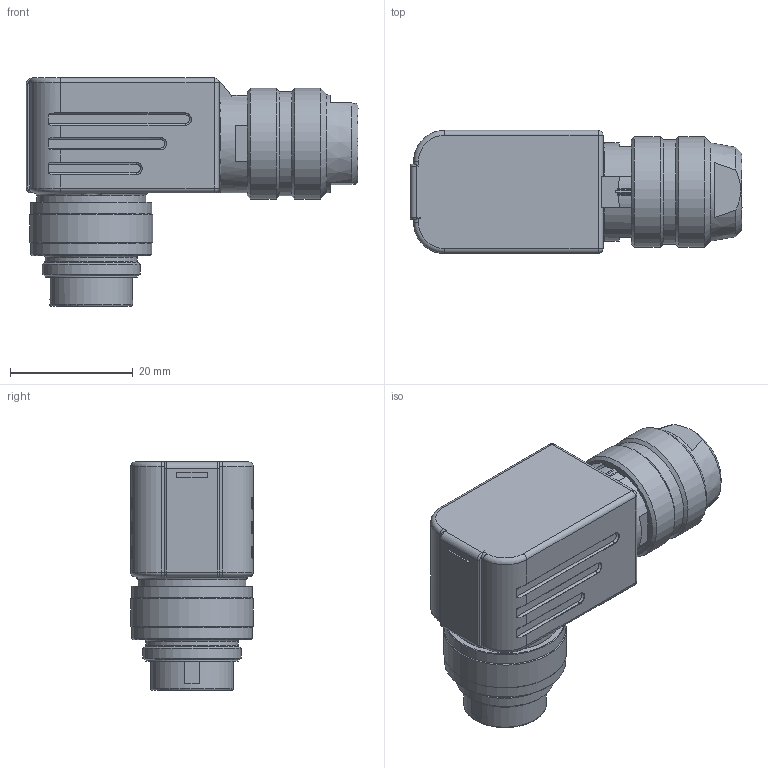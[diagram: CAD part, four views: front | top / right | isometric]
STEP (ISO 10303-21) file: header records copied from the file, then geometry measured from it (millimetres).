
FILE_DESCRIPTION(/* description */ (''),/* implementation_level */ '2;1');
FILE_NAME(/* name */ '99 5613 750 05 001_00.stp',/* time_stamp */ '2014-04-28T11:41:54+02:00',/* author */ (''),/* organization */ (''),/* preprocessor_version */ 'ST-DEVELOPER v14',/* originating_system */ 'SIEMENS PLM Software NX 8.0',/* authorisation */ '');
FILE_SCHEMA (('AP203_CONFIGURATION_CONTROLLED_3D_DESIGN_OF_MECHANICAL_PARTS_AND_ASSEMBLIES_MIM_LF { 1 0 10303 403 2 1 2}'));
Length unit declared in the file: millimetre
Products named in the file (1): cerl08E8A509q9q5
Bounding box: 54 x 20 x 37.1 mm (x, y, z)
Volume: 20162.1 mm3; surface area: 5676.7 mm2
Topology: 1 solids, 3 shells, 208 faces, 522 edges, 322 vertices
Faces by surface type: plane 76, cylinder 71, cone 23, torus 20, sphere 9, bspline 9
Full cylindrical faces by diameter (mm): 1.5 x5, 13.5 x1, 15 x2, 16 x1, 17 x1, 17.7 x1, 18 x2, 19.7 x2, 20 x1
Entity records: 6365 total; most frequent: CARTESIAN_POINT 1643, DIRECTION 992, ORIENTED_EDGE 902, EDGE_CURVE 451, AXIS2_PLACEMENT_3D 394, VERTEX_POINT 301, EDGE_LOOP 260, ADVANCED_FACE 208
